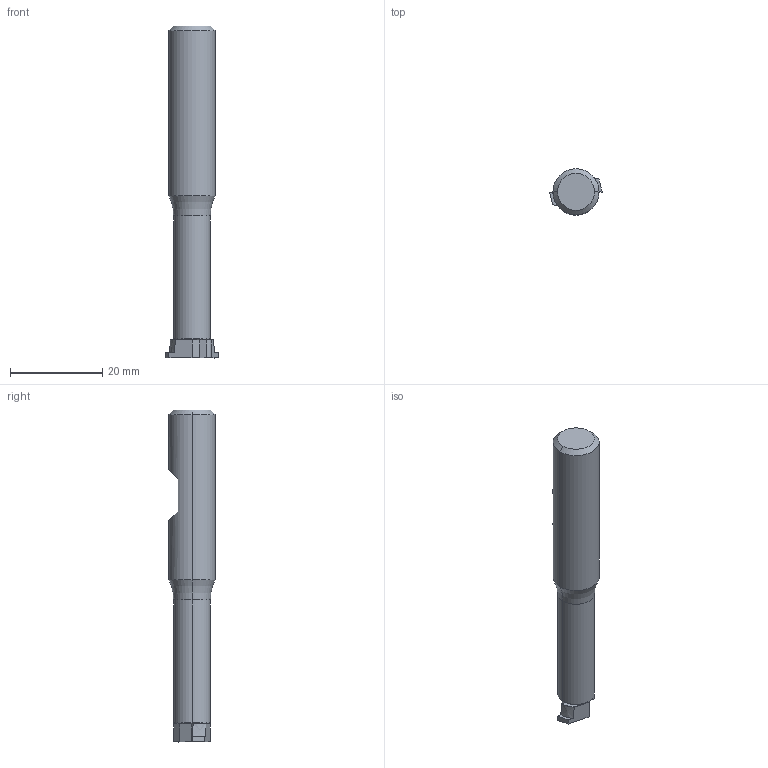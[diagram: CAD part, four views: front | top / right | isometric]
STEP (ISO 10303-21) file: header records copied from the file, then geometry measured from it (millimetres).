
FILE_DESCRIPTION(('no description'),'unknown implementation level');
FILE_NAME('98A21410-52E7-4F82-B0B1-214AB2122880_export.stp',' ',('CIMSOURCE GmbH'),('CADClick - KiM GmbH - www.kimweb.de'),'unknown preprocess','ACIS','unknown authorization');
FILE_SCHEMA(('automotive_design'));
Length unit declared in the file: millimetre
Products named in the file (3): 958.008 Kaiser DNF 12-22 X W10|958.051 Kaiser Wendeplatte Typ 0_Standard;NONE; 958.008 Kaiser DNF 12-22 X W10|958.048 Kaiser ETL M3 X 9,4F 10S_Standard;NONE; 958.008 Kaiser DNF 12-22 X W10|958.008 Kaiser Nutenfr�ser D12xW10_Standard;NONE
Bounding box: 11.5 x 10 x 72 mm (x, y, z)
Volume: 4574.8 mm3; surface area: 2502 mm2
Topology: 3 solids, 3 shells, 112 faces, 264 edges, 163 vertices
Faces by surface type: cylinder 46, plane 32, cone 28, sphere 4, torus 2
Entity records: 6350 total; most frequent: CARTESIAN_POINT 622, DIRECTION 600, STYLED_ITEM 540, PRESENTATION_STYLE_ASSIGNMENT 540, COLOUR_RGB 540, ORIENTED_EDGE 524, EDGE_CURVE 262, CURVE_STYLE 262
